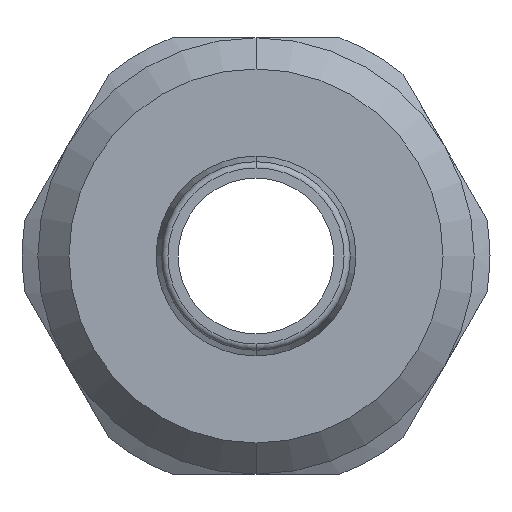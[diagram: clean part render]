
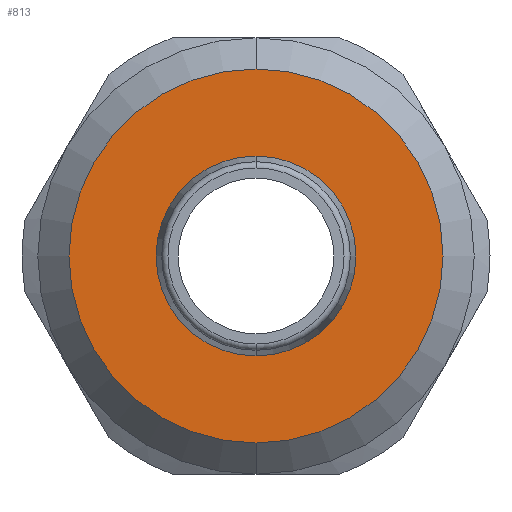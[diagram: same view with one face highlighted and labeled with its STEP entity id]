
A CAD part, front view. The second image highlights one B-rep face of the part: STEP entity #813.
In plain terms, the highlighted planar face has unit normal (0, -1, 0).
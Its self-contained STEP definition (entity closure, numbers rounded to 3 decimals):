
#103 = VERTEX_POINT ( 'NONE', #2323 ) ;
#104 = VERTEX_POINT ( 'NONE', #2324 ) ;
#171 = ORIENTED_EDGE ( 'NONE', *, *, #737, .F. ) ;
#172 = ORIENTED_EDGE ( 'NONE', *, *, #770, .F. ) ;
#173 = ORIENTED_EDGE ( 'NONE', *, *, #1584, .T. ) ;
#174 = ORIENTED_EDGE ( 'NONE', *, *, #1589, .T. ) ;
#341 = EDGE_LOOP ( 'NONE', ( #171, #172 ) ) ;
#345 = EDGE_LOOP ( 'NONE', ( #174, #173 ) ) ;
#346 = VERTEX_POINT ( 'NONE', #2286 ) ;
#356 = VERTEX_POINT ( 'NONE', #2275 ) ;
#515 = CARTESIAN_POINT ( 'NONE',  ( 0., 3.5, 0. ) ) ;
#516 = DIRECTION ( 'NONE',  ( 0., 1., 0. ) ) ;
#517 = DIRECTION ( 'NONE',  ( 0., 0., 1. ) ) ;
#633 = CARTESIAN_POINT ( 'NONE',  ( 0., 3.5, 0. ) ) ;
#634 = DIRECTION ( 'NONE',  ( 0., 1., 0. ) ) ;
#635 = DIRECTION ( 'NONE',  ( 0., 0., 1. ) ) ;
#737 = EDGE_CURVE ( 'NONE', #103, #104, #1868, .T. ) ;
#770 = EDGE_CURVE ( 'NONE', #104, #103, #1835, .T. ) ;
#813 = ADVANCED_FACE ( 'NONE', ( #1408, #1410 ), #1217, .T. ) ;
#1217 = PLANE ( 'NONE',  #1893 ) ;
#1218 = CARTESIAN_POINT ( 'NONE',  ( 6., 3.5, 0. ) ) ;
#1219 = DIRECTION ( 'NONE',  ( 0., -1., 0. ) ) ;
#1220 = DIRECTION ( 'NONE',  ( 0., 0., -1. ) ) ;
#1362 = CARTESIAN_POINT ( 'NONE',  ( 0., 3.5, 0. ) ) ;
#1363 = DIRECTION ( 'NONE',  ( 0., 1., 0. ) ) ;
#1364 = DIRECTION ( 'NONE',  ( 0., 0., -1. ) ) ;
#1376 = CARTESIAN_POINT ( 'NONE',  ( 0., 3.5, 0. ) ) ;
#1377 = DIRECTION ( 'NONE',  ( 0., 1., 0. ) ) ;
#1378 = DIRECTION ( 'NONE',  ( 0., 0., -1. ) ) ;
#1408 = FACE_OUTER_BOUND ( 'NONE', #341, .T. ) ;
#1410 = FACE_BOUND ( 'NONE', #345, .T. ) ;
#1584 = EDGE_CURVE ( 'NONE', #356, #346, #1987, .T. ) ;
#1589 = EDGE_CURVE ( 'NONE', #346, #356, #1980, .T. ) ;
#1821 = AXIS2_PLACEMENT_3D ( 'NONE', #515, #516, #517 ) ;
#1835 = CIRCLE ( 'NONE', #1890, 6. ) ;
#1868 = CIRCLE ( 'NONE', #1821, 6. ) ;
#1890 = AXIS2_PLACEMENT_3D ( 'NONE', #633, #634, #635 ) ;
#1893 = AXIS2_PLACEMENT_3D ( 'NONE', #1218, #1219, #1220 ) ;
#1978 = AXIS2_PLACEMENT_3D ( 'NONE', #1376, #1377, #1378 ) ;
#1980 = CIRCLE ( 'NONE', #1978, 3.206 ) ;
#1986 = AXIS2_PLACEMENT_3D ( 'NONE', #1362, #1363, #1364 ) ;
#1987 = CIRCLE ( 'NONE', #1986, 3.206 ) ;
#2275 = CARTESIAN_POINT ( 'NONE',  ( 0., 3.5, -3.206 ) ) ;
#2286 = CARTESIAN_POINT ( 'NONE',  ( 0., 3.5, 3.206 ) ) ;
#2323 = CARTESIAN_POINT ( 'NONE',  ( 0., 3.5, 6. ) ) ;
#2324 = CARTESIAN_POINT ( 'NONE',  ( 0., 3.5, -6. ) ) ;
